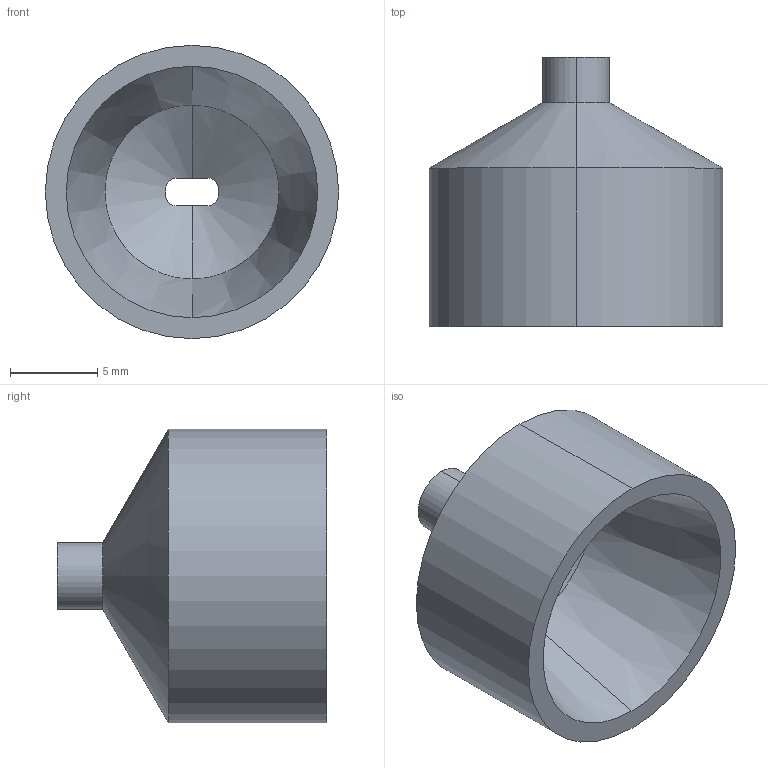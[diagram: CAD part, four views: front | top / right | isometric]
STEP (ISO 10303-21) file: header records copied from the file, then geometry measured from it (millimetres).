
FILE_DESCRIPTION (( 'STEP AP214' ), '1' );
FILE_NAME ('Volumetric_charge_hat_V0.6.STEP', '2024-08-31T20:21:08', ( '' ), ( '' ), 'SwSTEP 2.0', 'SolidWorks 2024', '' );
FILE_SCHEMA (( 'AUTOMOTIVE_DESIGN' ));
Length unit declared in the file: millimetre
Products named in the file (1): Volumetric_charge_hat_V0.6
Bounding box: 16.8 x 15.42 x 16.8 mm (x, y, z)
Volume: 1323 mm3; surface area: 1271.6 mm2
Topology: 1 solids, 1 shells, 20 faces, 48 edges, 30 vertices
Faces by surface type: cylinder 8, cone 6, plane 6
Entity records: 645 total; most frequent: CARTESIAN_POINT 157, ORIENTED_EDGE 96, DIRECTION 96, EDGE_CURVE 48, AXIS2_PLACEMENT_3D 37, VERTEX_POINT 30, LINE 22, VECTOR 22
